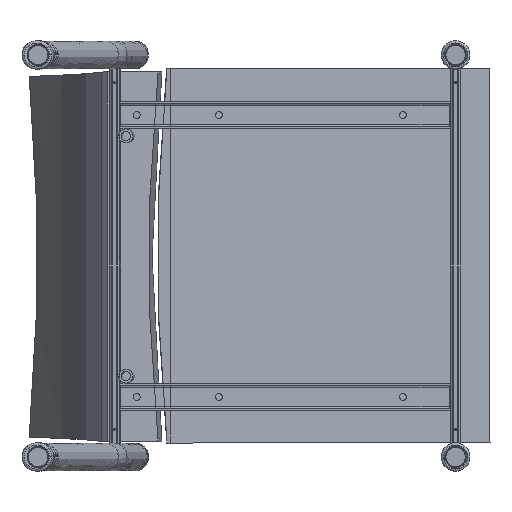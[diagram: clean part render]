
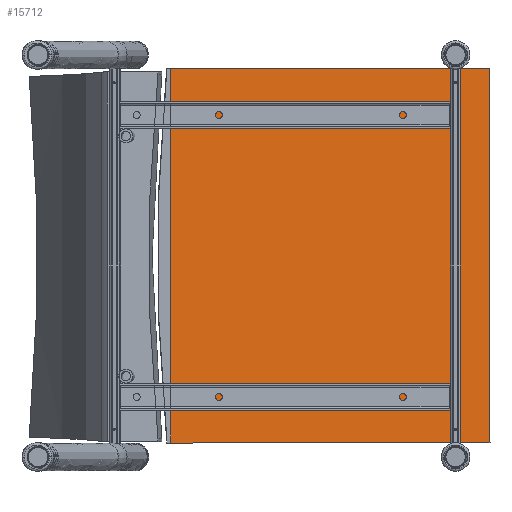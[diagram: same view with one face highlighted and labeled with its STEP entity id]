
A CAD part, front view. The second image highlights one B-rep face of the part: STEP entity #15712.
In plain terms, the highlighted face is planar.
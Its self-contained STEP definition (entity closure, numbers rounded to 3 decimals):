
#1262=LINE('',#44819,#1887);
#1263=LINE('',#44822,#1888);
#1267=LINE('',#44830,#1892);
#1268=LINE('',#44831,#1893);
#1887=VECTOR('',#21290,0.394);
#1888=VECTOR('',#21293,0.394);
#1892=VECTOR('',#21299,0.394);
#1893=VECTOR('',#21300,0.394);
#2163=PLANE('',#17404);
#3414=FACE_OUTER_BOUND('',#4663,.T.);
#4663=EDGE_LOOP('',(#14155,#14156,#14157,#14158));
#7475=VERTEX_POINT('',#44813);
#7477=VERTEX_POINT('',#44817);
#7478=VERTEX_POINT('',#44821);
#7481=VERTEX_POINT('',#44829);
#9706=EDGE_CURVE('',#7475,#7477,#1262,.T.);
#9707=EDGE_CURVE('',#7475,#7478,#1263,.T.);
#9711=EDGE_CURVE('',#7481,#7477,#1267,.T.);
#9712=EDGE_CURVE('',#7481,#7478,#1268,.T.);
#14155=ORIENTED_EDGE('',*,*,#9706,.T.);
#14156=ORIENTED_EDGE('',*,*,#9711,.F.);
#14157=ORIENTED_EDGE('',*,*,#9712,.T.);
#14158=ORIENTED_EDGE('',*,*,#9707,.F.);
#15712=ADVANCED_FACE('',(#3414),#2163,.F.);
#17404=AXIS2_PLACEMENT_3D('',#44828,#21297,#21298);
#21290=DIRECTION('',(0.,-1.,0.));
#21293=DIRECTION('',(-0.999,0.,-0.043));
#21297=DIRECTION('center_axis',(-0.043,0.,
0.999));
#21298=DIRECTION('ref_axis',(-0.999,0.,-0.043));
#21299=DIRECTION('',(0.999,0.,0.043));
#21300=DIRECTION('',(0.,1.,0.));
#44813=CARTESIAN_POINT('',(8.991,9.864,-1.257));
#44817=CARTESIAN_POINT('',(8.991,-10.386,-1.257));
#44819=CARTESIAN_POINT('',(8.991,-0.261,-1.257));
#44821=CARTESIAN_POINT('',(-8.349,9.864,-2.));
#44822=CARTESIAN_POINT('',(9.178,9.864,-1.249));
#44828=CARTESIAN_POINT('Origin',(9.151,9.864,-1.25));
#44829=CARTESIAN_POINT('',(-8.349,-10.386,-2.));
#44830=CARTESIAN_POINT('',(0.444,-10.386,-1.623));
#44831=CARTESIAN_POINT('',(-8.349,-10.386,-2.));
